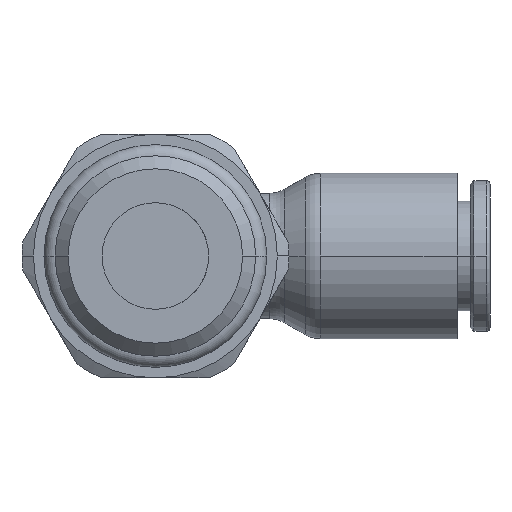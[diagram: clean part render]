
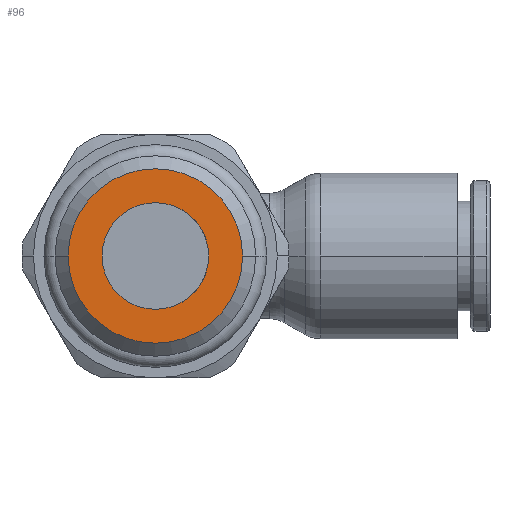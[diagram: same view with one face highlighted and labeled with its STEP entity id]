
A CAD part, front view. The second image highlights one B-rep face of the part: STEP entity #96.
In plain terms, the highlighted planar face has unit normal (0, -1, 0).
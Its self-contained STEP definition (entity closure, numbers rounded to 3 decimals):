
#96=ADVANCED_FACE('',(#278,#279),#280,.T.);
#278=FACE_BOUND('',#548,.T.);
#279=FACE_OUTER_BOUND('',#549,.T.);
#280=PLANE('',#550);
#548=EDGE_LOOP('',(#1139,#1140));
#549=EDGE_LOOP('',(#1141,#1142));
#550=AXIS2_PLACEMENT_3D('',#1143,#1144,#1145);
#1139=ORIENTED_EDGE('',*,*,#2006,.T.);
#1140=ORIENTED_EDGE('',*,*,#2012,.T.);
#1141=ORIENTED_EDGE('',*,*,#1996,.T.);
#1142=ORIENTED_EDGE('',*,*,#2015,.T.);
#1143=CARTESIAN_POINT('',(0.0,-9.999,0.0));
#1144=DIRECTION('',(0.0,-1.0,0.0));
#1145=DIRECTION('',(-1.0,0.0,0.0));
#1996=EDGE_CURVE('',#2483,#2486,#2488,.T.);
#2006=EDGE_CURVE('',#2505,#2502,#2506,.T.);
#2012=EDGE_CURVE('',#2502,#2505,#2513,.T.);
#2015=EDGE_CURVE('',#2486,#2483,#2516,.T.);
#2483=VERTEX_POINT('',#3226);
#2486=VERTEX_POINT('',#3230);
#2488=CIRCLE('',#3233,5.723);
#2502=VERTEX_POINT('',#3285);
#2505=VERTEX_POINT('',#3289);
#2506=CIRCLE('',#3290,3.5);
#2513=CIRCLE('',#3332,3.5);
#2516=CIRCLE('',#3335,5.723);
#3226=CARTESIAN_POINT('',(5.723,-9.999,0.0));
#3230=CARTESIAN_POINT('',(-5.723,-9.999,0.));
#3233=AXIS2_PLACEMENT_3D('',#4335,#4336,#4337);
#3285=CARTESIAN_POINT('',(3.5,-9.999,0.));
#3289=CARTESIAN_POINT('',(-3.5,-9.999,0.));
#3290=AXIS2_PLACEMENT_3D('',#4349,#4350,#4351);
#3332=AXIS2_PLACEMENT_3D('',#4359,#4360,#4361);
#3335=AXIS2_PLACEMENT_3D('',#4368,#4369,#4370);
#4335=CARTESIAN_POINT('',(0.0,-9.999,0.0));
#4336=DIRECTION('',(0.0,-1.0,0.0));
#4337=DIRECTION('',(1.0,0.0,0.0));
#4349=CARTESIAN_POINT('',(0.0,-9.999,0.0));
#4350=DIRECTION('',(-0.0,1.0,0.0));
#4351=DIRECTION('',(1.0,0.0,0.0));
#4359=CARTESIAN_POINT('',(0.0,-9.999,0.0));
#4360=DIRECTION('',(-0.0,1.0,0.0));
#4361=DIRECTION('',(1.0,0.0,0.0));
#4368=CARTESIAN_POINT('',(0.0,-9.999,0.0));
#4369=DIRECTION('',(0.0,-1.0,0.0));
#4370=DIRECTION('',(1.0,0.0,0.0));
